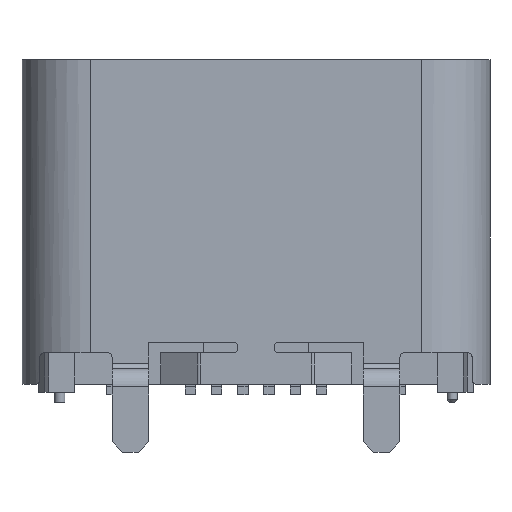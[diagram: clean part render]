
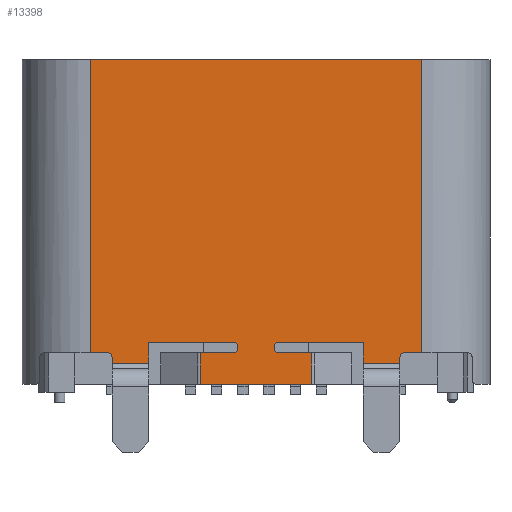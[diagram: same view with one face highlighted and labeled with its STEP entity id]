
A CAD part, front view. The second image highlights one B-rep face of the part: STEP entity #13398.
In plain terms, the highlighted planar face has unit normal (0, -1, 0).
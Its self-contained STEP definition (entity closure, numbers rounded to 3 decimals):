
#502=CIRCLE('',#14139,0.08);
#503=CIRCLE('',#14140,0.08);
#504=CIRCLE('',#14141,0.08);
#505=CIRCLE('',#14142,0.08);
#506=CIRCLE('',#14143,0.08);
#507=CIRCLE('',#14144,0.08);
#620=FACE_OUTER_BOUND('',#1325,.T.);
#1325=EDGE_LOOP('',(#8412,#8413,#8414,#8415,#8416,#8417,#8418,#8419,#8420,
#8421,#8422,#8423,#8424,#8425,#8426,#8427,#8428,#8429,#8430,#8431,#8432,
#8433,#8434,#8435,#8436,#8437));
#2102=LINE('',#18162,#3658);
#2103=LINE('',#18164,#3659);
#2104=LINE('',#18166,#3660);
#2105=LINE('',#18168,#3661);
#2106=LINE('',#18172,#3662);
#2107=LINE('',#18176,#3663);
#2108=LINE('',#18178,#3664);
#2109=LINE('',#18180,#3665);
#2110=LINE('',#18182,#3666);
#2111=LINE('',#18184,#3667);
#2112=LINE('',#18188,#3668);
#2113=LINE('',#18192,#3669);
#2114=LINE('',#18194,#3670);
#2115=LINE('',#18196,#3671);
#2116=LINE('',#18198,#3672);
#2117=LINE('',#18202,#3673);
#2118=LINE('',#18204,#3674);
#2119=LINE('',#18206,#3675);
#2120=LINE('',#18208,#3676);
#2121=LINE('',#18210,#3677);
#3658=VECTOR('',#14980,1.);
#3659=VECTOR('',#14981,1.);
#3660=VECTOR('',#14982,1.);
#3661=VECTOR('',#14983,1.);
#3662=VECTOR('',#14986,1.);
#3663=VECTOR('',#14989,1.);
#3664=VECTOR('',#14990,1.);
#3665=VECTOR('',#14991,1.);
#3666=VECTOR('',#14992,1.);
#3667=VECTOR('',#14993,1.);
#3668=VECTOR('',#14996,1.);
#3669=VECTOR('',#14999,1.);
#3670=VECTOR('',#15000,1.);
#3671=VECTOR('',#15001,1.);
#3672=VECTOR('',#15002,1.);
#3673=VECTOR('',#15005,1.);
#3674=VECTOR('',#15006,1.);
#3675=VECTOR('',#15007,1.);
#3676=VECTOR('',#15008,1.);
#3677=VECTOR('',#15009,1.);
#5220=VERTEX_POINT('',#18160);
#5221=VERTEX_POINT('',#18161);
#5222=VERTEX_POINT('',#18163);
#5223=VERTEX_POINT('',#18165);
#5224=VERTEX_POINT('',#18167);
#5225=VERTEX_POINT('',#18169);
#5226=VERTEX_POINT('',#18171);
#5227=VERTEX_POINT('',#18173);
#5228=VERTEX_POINT('',#18175);
#5229=VERTEX_POINT('',#18177);
#5230=VERTEX_POINT('',#18179);
#5231=VERTEX_POINT('',#18181);
#5232=VERTEX_POINT('',#18183);
#5233=VERTEX_POINT('',#18185);
#5234=VERTEX_POINT('',#18187);
#5235=VERTEX_POINT('',#18189);
#5236=VERTEX_POINT('',#18191);
#5237=VERTEX_POINT('',#18193);
#5238=VERTEX_POINT('',#18195);
#5239=VERTEX_POINT('',#18197);
#5240=VERTEX_POINT('',#18199);
#5241=VERTEX_POINT('',#18201);
#5242=VERTEX_POINT('',#18203);
#5243=VERTEX_POINT('',#18205);
#5244=VERTEX_POINT('',#18207);
#5245=VERTEX_POINT('',#18209);
#6495=EDGE_CURVE('',#5220,#5221,#2102,.T.);
#6496=EDGE_CURVE('',#5221,#5222,#2103,.T.);
#6497=EDGE_CURVE('',#5222,#5223,#2104,.T.);
#6498=EDGE_CURVE('',#5223,#5224,#2105,.T.);
#6499=EDGE_CURVE('',#5224,#5225,#502,.T.);
#6500=EDGE_CURVE('',#5225,#5226,#2106,.T.);
#6501=EDGE_CURVE('',#5226,#5227,#503,.T.);
#6502=EDGE_CURVE('',#5227,#5228,#2107,.T.);
#6503=EDGE_CURVE('',#5228,#5229,#2108,.T.);
#6504=EDGE_CURVE('',#5229,#5230,#2109,.T.);
#6505=EDGE_CURVE('',#5231,#5230,#2110,.T.);
#6506=EDGE_CURVE('',#5231,#5232,#2111,.T.);
#6507=EDGE_CURVE('',#5232,#5233,#504,.T.);
#6508=EDGE_CURVE('',#5233,#5234,#2112,.T.);
#6509=EDGE_CURVE('',#5234,#5235,#505,.T.);
#6510=EDGE_CURVE('',#5235,#5236,#2113,.T.);
#6511=EDGE_CURVE('',#5236,#5237,#2114,.T.);
#6512=EDGE_CURVE('',#5237,#5238,#2115,.T.);
#6513=EDGE_CURVE('',#5238,#5239,#2116,.T.);
#6514=EDGE_CURVE('',#5239,#5240,#506,.T.);
#6515=EDGE_CURVE('',#5240,#5241,#2117,.T.);
#6516=EDGE_CURVE('',#5241,#5242,#2118,.T.);
#6517=EDGE_CURVE('',#5243,#5242,#2119,.T.);
#6518=EDGE_CURVE('',#5244,#5243,#2120,.T.);
#6519=EDGE_CURVE('',#5244,#5245,#2121,.T.);
#6520=EDGE_CURVE('',#5245,#5220,#507,.T.);
#8412=ORIENTED_EDGE('',*,*,#6495,.T.);
#8413=ORIENTED_EDGE('',*,*,#6496,.T.);
#8414=ORIENTED_EDGE('',*,*,#6497,.T.);
#8415=ORIENTED_EDGE('',*,*,#6498,.T.);
#8416=ORIENTED_EDGE('',*,*,#6499,.T.);
#8417=ORIENTED_EDGE('',*,*,#6500,.T.);
#8418=ORIENTED_EDGE('',*,*,#6501,.T.);
#8419=ORIENTED_EDGE('',*,*,#6502,.T.);
#8420=ORIENTED_EDGE('',*,*,#6503,.T.);
#8421=ORIENTED_EDGE('',*,*,#6504,.T.);
#8422=ORIENTED_EDGE('',*,*,#6505,.F.);
#8423=ORIENTED_EDGE('',*,*,#6506,.T.);
#8424=ORIENTED_EDGE('',*,*,#6507,.T.);
#8425=ORIENTED_EDGE('',*,*,#6508,.T.);
#8426=ORIENTED_EDGE('',*,*,#6509,.T.);
#8427=ORIENTED_EDGE('',*,*,#6510,.T.);
#8428=ORIENTED_EDGE('',*,*,#6511,.T.);
#8429=ORIENTED_EDGE('',*,*,#6512,.T.);
#8430=ORIENTED_EDGE('',*,*,#6513,.T.);
#8431=ORIENTED_EDGE('',*,*,#6514,.T.);
#8432=ORIENTED_EDGE('',*,*,#6515,.T.);
#8433=ORIENTED_EDGE('',*,*,#6516,.T.);
#8434=ORIENTED_EDGE('',*,*,#6517,.F.);
#8435=ORIENTED_EDGE('',*,*,#6518,.F.);
#8436=ORIENTED_EDGE('',*,*,#6519,.T.);
#8437=ORIENTED_EDGE('',*,*,#6520,.T.);
#12215=PLANE('',#14138);
#13398=ADVANCED_FACE('',(#620),#12215,.F.);
#14138=AXIS2_PLACEMENT_3D('',#18159,#14978,#14979);
#14139=AXIS2_PLACEMENT_3D('',#18170,#14984,#14985);
#14140=AXIS2_PLACEMENT_3D('',#18174,#14987,#14988);
#14141=AXIS2_PLACEMENT_3D('',#18186,#14994,#14995);
#14142=AXIS2_PLACEMENT_3D('',#18190,#14997,#14998);
#14143=AXIS2_PLACEMENT_3D('',#18200,#15003,#15004);
#14144=AXIS2_PLACEMENT_3D('',#18211,#15010,#15011);
#14978=DIRECTION('center_axis',(0.,1.,0.));
#14979=DIRECTION('ref_axis',(0.,0.,1.));
#14980=DIRECTION('',(0.,0.,-1.));
#14981=DIRECTION('',(1.,0.,0.));
#14982=DIRECTION('',(0.,0.,1.));
#14983=DIRECTION('',(1.,0.,0.));
#14984=DIRECTION('center_axis',(0.,1.,0.));
#14985=DIRECTION('ref_axis',(0.,0.,1.));
#14986=DIRECTION('',(0.,0.,-1.));
#14987=DIRECTION('center_axis',(0.,1.,0.));
#14988=DIRECTION('ref_axis',(0.,0.,1.));
#14989=DIRECTION('',(-1.,0.,0.));
#14990=DIRECTION('',(0.,0.,-1.));
#14991=DIRECTION('',(1.,0.,0.));
#14992=DIRECTION('',(0.,0.,-1.));
#14993=DIRECTION('',(-1.,0.,0.));
#14994=DIRECTION('center_axis',(0.,1.,0.));
#14995=DIRECTION('ref_axis',(0.,0.,1.));
#14996=DIRECTION('',(0.,0.,1.));
#14997=DIRECTION('center_axis',(0.,1.,0.));
#14998=DIRECTION('ref_axis',(0.,0.,1.));
#14999=DIRECTION('',(1.,0.,0.));
#15000=DIRECTION('',(0.,0.,-1.));
#15001=DIRECTION('',(1.,0.,0.));
#15002=DIRECTION('',(0.,0.,1.));
#15003=DIRECTION('center_axis',(0.,1.,0.));
#15004=DIRECTION('ref_axis',(0.,0.,1.));
#15005=DIRECTION('',(1.,0.,0.));
#15006=DIRECTION('',(0.,0.,1.));
#15007=DIRECTION('',(1.,0.,0.));
#15008=DIRECTION('',(0.,0.,1.));
#15009=DIRECTION('',(1.,0.,0.));
#15010=DIRECTION('center_axis',(0.,1.,0.));
#15011=DIRECTION('ref_axis',(0.,0.,1.));
#18159=CARTESIAN_POINT('Origin',(-4.47,-1.58,6.3));
#18160=CARTESIAN_POINT('',(-2.75,-1.58,0.62));
#18161=CARTESIAN_POINT('',(-2.75,-1.58,0.5));
#18162=CARTESIAN_POINT('',(-2.75,-1.58,6.3));
#18163=CARTESIAN_POINT('',(-2.05,-1.58,0.5));
#18164=CARTESIAN_POINT('',(-4.47,-1.58,0.5));
#18165=CARTESIAN_POINT('',(-2.05,-1.58,0.9));
#18166=CARTESIAN_POINT('',(-2.05,-1.58,6.3));
#18167=CARTESIAN_POINT('',(-0.43,-1.58,0.9));
#18168=CARTESIAN_POINT('',(-4.47,-1.58,0.9));
#18169=CARTESIAN_POINT('',(-0.35,-1.58,0.82));
#18170=CARTESIAN_POINT('Origin',(-0.43,-1.58,0.82));
#18171=CARTESIAN_POINT('',(-0.35,-1.58,0.78));
#18172=CARTESIAN_POINT('',(-0.35,-1.58,6.3));
#18173=CARTESIAN_POINT('',(-0.43,-1.58,0.7));
#18174=CARTESIAN_POINT('Origin',(-0.43,-1.58,0.78));
#18175=CARTESIAN_POINT('',(-1.065,-1.58,0.7));
#18176=CARTESIAN_POINT('',(-4.47,-1.58,0.7));
#18177=CARTESIAN_POINT('',(-1.065,-1.58,0.1));
#18178=CARTESIAN_POINT('',(-1.065,-1.58,1.803));
#18179=CARTESIAN_POINT('',(1.065,-1.58,0.1));
#18180=CARTESIAN_POINT('',(-4.47,-1.58,0.1));
#18181=CARTESIAN_POINT('',(1.065,-1.58,0.7));
#18182=CARTESIAN_POINT('',(1.065,-1.58,1.803));
#18183=CARTESIAN_POINT('',(0.43,-1.58,0.7));
#18184=CARTESIAN_POINT('',(-4.47,-1.58,0.7));
#18185=CARTESIAN_POINT('',(0.35,-1.58,0.78));
#18186=CARTESIAN_POINT('Origin',(0.43,-1.58,0.78));
#18187=CARTESIAN_POINT('',(0.35,-1.58,0.82));
#18188=CARTESIAN_POINT('',(0.35,-1.58,6.3));
#18189=CARTESIAN_POINT('',(0.43,-1.58,0.9));
#18190=CARTESIAN_POINT('Origin',(0.43,-1.58,0.82));
#18191=CARTESIAN_POINT('',(2.05,-1.58,0.9));
#18192=CARTESIAN_POINT('',(-4.47,-1.58,0.9));
#18193=CARTESIAN_POINT('',(2.05,-1.58,0.5));
#18194=CARTESIAN_POINT('',(2.05,-1.58,6.3));
#18195=CARTESIAN_POINT('',(2.75,-1.58,0.5));
#18196=CARTESIAN_POINT('',(-4.47,-1.58,0.5));
#18197=CARTESIAN_POINT('',(2.75,-1.58,0.62));
#18198=CARTESIAN_POINT('',(2.75,-1.58,6.3));
#18199=CARTESIAN_POINT('',(2.83,-1.58,0.7));
#18200=CARTESIAN_POINT('Origin',(2.83,-1.58,0.62));
#18201=CARTESIAN_POINT('',(3.17,-1.58,0.7));
#18202=CARTESIAN_POINT('',(-4.47,-1.58,0.7));
#18203=CARTESIAN_POINT('',(3.17,-1.58,6.3));
#18204=CARTESIAN_POINT('',(3.17,-1.58,-0.101));
#18205=CARTESIAN_POINT('',(-3.17,-1.58,6.3));
#18206=CARTESIAN_POINT('',(-4.47,-1.58,6.3));
#18207=CARTESIAN_POINT('',(-3.17,-1.58,0.7));
#18208=CARTESIAN_POINT('',(-3.17,-1.58,-0.101));
#18209=CARTESIAN_POINT('',(-2.83,-1.58,0.7));
#18210=CARTESIAN_POINT('',(-4.47,-1.58,0.7));
#18211=CARTESIAN_POINT('Origin',(-2.83,-1.58,0.62));
